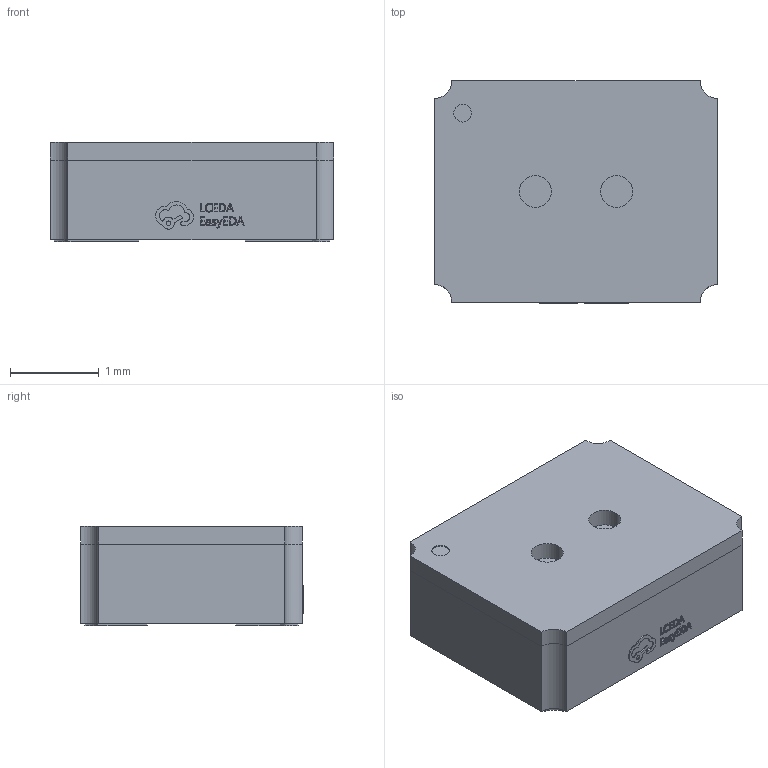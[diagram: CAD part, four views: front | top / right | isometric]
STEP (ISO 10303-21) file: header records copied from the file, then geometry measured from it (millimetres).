
FILE_DESCRIPTION (( 'STEP AP214' ), '1' );
FILE_NAME ('SENSOR-SMD_4P-L3.2-W2.5_SYS1002-H2.STEP', '2023-10-18T23:35:20', ( 'PC' ), ( 'Microsoft' ), 'SwSTEP 2.0', 'SolidWorks 2020', '' );
FILE_SCHEMA (( 'AUTOMOTIVE_DESIGN' ));
Length unit declared in the file: millimetre
Products named in the file (1): SENSOR-SMD_4P-L3.2-W2.5_SYS1002-H2
Bounding box: 3.2 x 2.51 x 1.12 mm (x, y, z)
Volume: 8.7 mm3; surface area: 48.6 mm2
Topology: 6 solids, 6 shells, 288 faces, 768 edges, 512 vertices
Faces by surface type: plane 172, bspline 98, cylinder 18
Entity records: 12675 total; most frequent: CARTESIAN_POINT 2875, ORIENTED_EDGE 1536, DIRECTION 986, EDGE_CURVE 768, VECTOR 532, LINE 532, VERTEX_POINT 512, EDGE_LOOP 312
